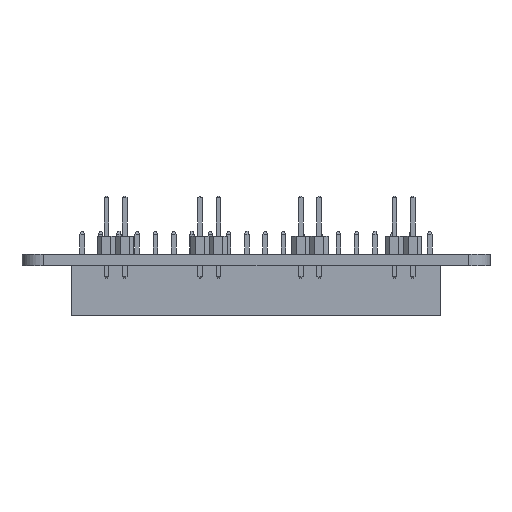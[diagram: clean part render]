
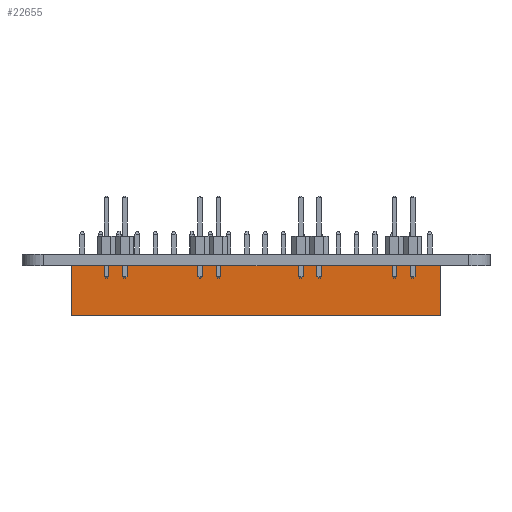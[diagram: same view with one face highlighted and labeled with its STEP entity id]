
A CAD part, front view. The second image highlights one B-rep face of the part: STEP entity #22655.
In plain terms, the highlighted planar face has unit normal (0, -1, 0).
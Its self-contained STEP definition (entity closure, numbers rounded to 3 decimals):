
#1342=PLANE('',#24351);
#2543=FACE_OUTER_BOUND('',#4260,.T.);
#4260=EDGE_LOOP('',(#19149,#19150,#19151,#19152));
#6388=LINE('',#35092,#8819);
#6390=LINE('',#35098,#8821);
#6393=LINE('',#35103,#8824);
#6394=LINE('',#35104,#8825);
#8819=VECTOR('',#29299,1.);
#8821=VECTOR('',#29303,1.);
#8824=VECTOR('',#29308,1.);
#8825=VECTOR('',#29309,1.);
#11278=VERTEX_POINT('',#35085);
#11281=VERTEX_POINT('',#35090);
#11283=VERTEX_POINT('',#35095);
#11284=VERTEX_POINT('',#35097);
#13948=EDGE_CURVE('',#11281,#11278,#6388,.T.);
#13950=EDGE_CURVE('',#11283,#11284,#6390,.T.);
#13953=EDGE_CURVE('',#11281,#11284,#6393,.T.);
#13954=EDGE_CURVE('',#11278,#11283,#6394,.T.);
#19149=ORIENTED_EDGE('',*,*,#13953,.T.);
#19150=ORIENTED_EDGE('',*,*,#13950,.F.);
#19151=ORIENTED_EDGE('',*,*,#13954,.F.);
#19152=ORIENTED_EDGE('',*,*,#13948,.F.);
#22655=ADVANCED_FACE('',(#2543),#1342,.F.);
#24351=AXIS2_PLACEMENT_3D('',#35102,#29306,#29307);
#29299=DIRECTION('',(-1.,0.,0.));
#29303=DIRECTION('',(1.,0.,0.));
#29306=DIRECTION('center_axis',(0.,1.,0.));
#29307=DIRECTION('ref_axis',(0.,0.,
-1.));
#29308=DIRECTION('',(0.,0.,1.));
#29309=DIRECTION('',(0.,0.,1.));
#35085=CARTESIAN_POINT('',(-25.646,-2.428,-8.5));
#35090=CARTESIAN_POINT('',(25.654,-2.428,-8.5));
#35092=CARTESIAN_POINT('',(0.004,-2.428,-8.5));
#35095=CARTESIAN_POINT('',(-25.646,-2.428,0.));
#35097=CARTESIAN_POINT('',(25.654,-2.428,0.));
#35098=CARTESIAN_POINT('',(0.004,-2.428,0.));
#35102=CARTESIAN_POINT('Origin',(0.004,-2.428,
-4.25));
#35103=CARTESIAN_POINT('',(25.654,-2.428,-4.25));
#35104=CARTESIAN_POINT('',(-25.646,-2.428,-4.25));
